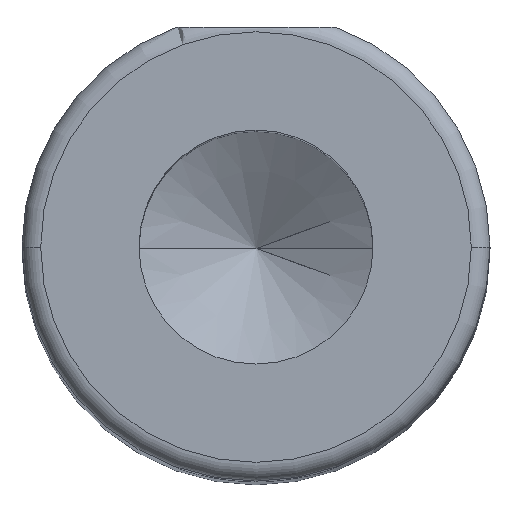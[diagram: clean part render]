
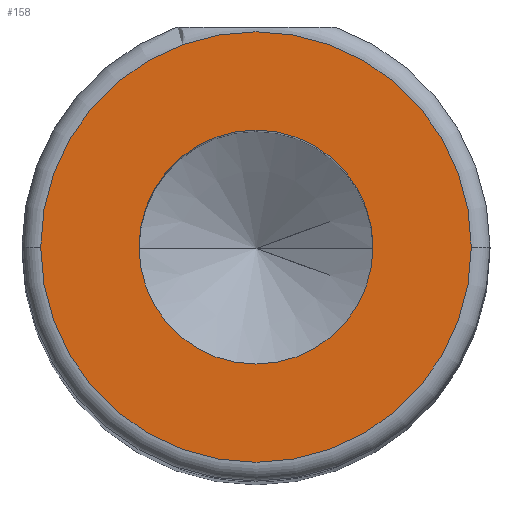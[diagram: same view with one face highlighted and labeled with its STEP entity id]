
A CAD part, top view. The second image highlights one B-rep face of the part: STEP entity #158.
In plain terms, the highlighted planar face has unit normal (0, 0, 1).
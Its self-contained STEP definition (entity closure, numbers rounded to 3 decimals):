
#70 = CARTESIAN_POINT ( 'NONE',  ( 1.25, 0., 12.5 ) ) ;
#83 = PLANE ( 'NONE',  #811 ) ;
#84 = EDGE_CURVE ( 'NONE', #462, #117, #827, .T. ) ;
#110 = VERTEX_POINT ( 'NONE', #639 ) ;
#117 = VERTEX_POINT ( 'NONE', #70 ) ;
#158 = ADVANCED_FACE ( 'NONE', ( #1238, #771 ), #83, .T. ) ;
#190 = EDGE_CURVE ( 'NONE', #745, #110, #711, .T. ) ;
#240 = EDGE_LOOP ( 'NONE', ( #318, #1167 ) ) ;
#264 = DIRECTION ( 'NONE',  ( 0., 0., 1. ) ) ;
#279 = CARTESIAN_POINT ( 'NONE',  ( 0., 0., 12.5 ) ) ;
#300 = CARTESIAN_POINT ( 'NONE',  ( -1.25, 0., 12.5 ) ) ;
#318 = ORIENTED_EDGE ( 'NONE', *, *, #190, .T. ) ;
#335 = CARTESIAN_POINT ( 'NONE',  ( 0., 0., 12.5 ) ) ;
#361 = DIRECTION ( 'NONE',  ( 1., 0., 0. ) ) ;
#404 = DIRECTION ( 'NONE',  ( 0., 0., 1. ) ) ;
#428 = DIRECTION ( 'NONE',  ( 1., 0., 0. ) ) ;
#444 = AXIS2_PLACEMENT_3D ( 'NONE', #335, #1009, #428 ) ;
#462 = VERTEX_POINT ( 'NONE', #300 ) ;
#474 = DIRECTION ( 'NONE',  ( 0., 0., 1. ) ) ;
#639 = CARTESIAN_POINT ( 'NONE',  ( -2.3, 0., 12.5 ) ) ;
#647 = ORIENTED_EDGE ( 'NONE', *, *, #84, .F. ) ;
#700 = AXIS2_PLACEMENT_3D ( 'NONE', #1052, #474, #1138 ) ;
#711 = CIRCLE ( 'NONE', #700, 2.3 ) ;
#745 = VERTEX_POINT ( 'NONE', #1082 ) ;
#756 = EDGE_CURVE ( 'NONE', #117, #462, #1017, .T. ) ;
#771 = FACE_OUTER_BOUND ( 'NONE', #240, .T. ) ;
#774 = EDGE_CURVE ( 'NONE', #110, #745, #1232, .T. ) ;
#811 = AXIS2_PLACEMENT_3D ( 'NONE', #279, #949, #361 ) ;
#827 = CIRCLE ( 'NONE', #894, 1.25 ) ;
#832 = CARTESIAN_POINT ( 'NONE',  ( 0., 0., 12.5 ) ) ;
#894 = AXIS2_PLACEMENT_3D ( 'NONE', #832, #264, #927 ) ;
#927 = DIRECTION ( 'NONE',  ( 1., 0., 0. ) ) ;
#937 = AXIS2_PLACEMENT_3D ( 'NONE', #989, #404, #1101 ) ;
#949 = DIRECTION ( 'NONE',  ( 0., 0., 1. ) ) ;
#989 = CARTESIAN_POINT ( 'NONE',  ( 0., 0., 12.5 ) ) ;
#1009 = DIRECTION ( 'NONE',  ( 0., 0., 1. ) ) ;
#1017 = CIRCLE ( 'NONE', #937, 1.25 ) ;
#1045 = EDGE_LOOP ( 'NONE', ( #1083, #647 ) ) ;
#1052 = CARTESIAN_POINT ( 'NONE',  ( 0., 0., 12.5 ) ) ;
#1082 = CARTESIAN_POINT ( 'NONE',  ( 2.3, 0., 12.5 ) ) ;
#1083 = ORIENTED_EDGE ( 'NONE', *, *, #756, .F. ) ;
#1101 = DIRECTION ( 'NONE',  ( 1., 0., 0. ) ) ;
#1138 = DIRECTION ( 'NONE',  ( 1., 0., 0. ) ) ;
#1167 = ORIENTED_EDGE ( 'NONE', *, *, #774, .T. ) ;
#1232 = CIRCLE ( 'NONE', #444, 2.3 ) ;
#1238 = FACE_BOUND ( 'NONE', #1045, .T. ) ;
